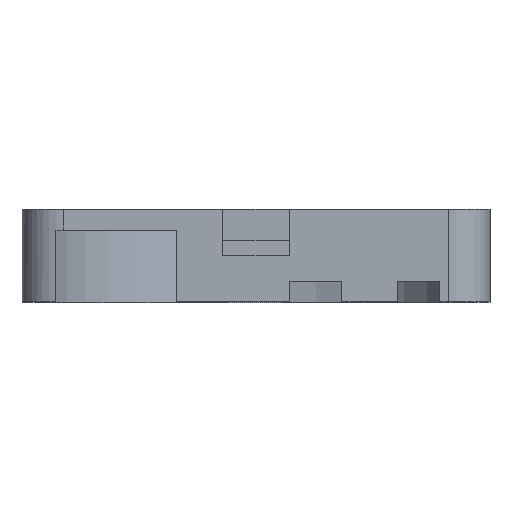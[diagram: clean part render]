
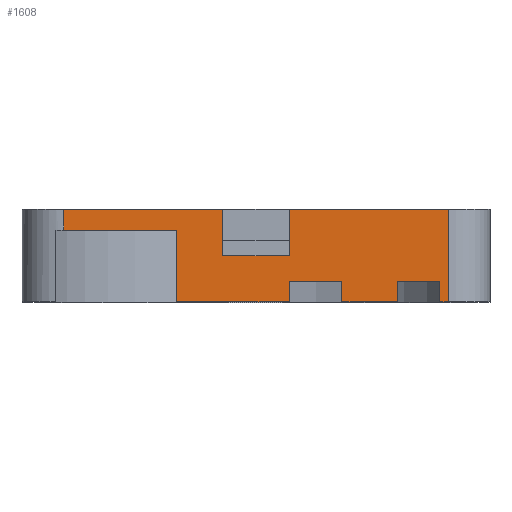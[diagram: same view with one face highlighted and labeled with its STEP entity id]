
A CAD part, top view. The second image highlights one B-rep face of the part: STEP entity #1608.
In plain terms, the highlighted planar face has unit normal (0, 0, 1).
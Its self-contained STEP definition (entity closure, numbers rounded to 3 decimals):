
#67 = DIRECTION ( 'NONE',  ( 1., 0., 0. ) ) ;
#81 = CARTESIAN_POINT ( 'NONE',  ( -1.59, 4.45, 12.115 ) ) ;
#93 = DIRECTION ( 'NONE',  ( 0., -1., 0. ) ) ;
#99 = ORIENTED_EDGE ( 'NONE', *, *, #608, .T. ) ;
#103 = VERTEX_POINT ( 'NONE', #123 ) ;
#121 = VERTEX_POINT ( 'NONE', #204 ) ;
#123 = CARTESIAN_POINT ( 'NONE',  ( -9.25, 4.45, 12.115 ) ) ;
#130 = VERTEX_POINT ( 'NONE', #1771 ) ;
#135 = EDGE_CURVE ( 'NONE', #2487, #1155, #1349, .T. ) ;
#141 = VECTOR ( 'NONE', #1151, 1000. ) ;
#144 = LINE ( 'NONE', #1819, #2138 ) ;
#159 = VERTEX_POINT ( 'NONE', #2398 ) ;
#162 = CARTESIAN_POINT ( 'NONE',  ( 4.131, 0., 12.115 ) ) ;
#173 = LINE ( 'NONE', #762, #1638 ) ;
#182 = ORIENTED_EDGE ( 'NONE', *, *, #1935, .T. ) ;
#204 = CARTESIAN_POINT ( 'NONE',  ( -1.59, 4.45, 12.115 ) ) ;
#232 = CARTESIAN_POINT ( 'NONE',  ( 9.25, 4.45, 12.115 ) ) ;
#287 = VERTEX_POINT ( 'NONE', #743 ) ;
#294 = VECTOR ( 'NONE', #1587, 1000. ) ;
#305 = ORIENTED_EDGE ( 'NONE', *, *, #756, .F. ) ;
#324 = FACE_OUTER_BOUND ( 'NONE', #792, .T. ) ;
#400 = DIRECTION ( 'NONE',  ( -1., 0., 0. ) ) ;
#438 = CARTESIAN_POINT ( 'NONE',  ( 9.25, 4.45, 12.115 ) ) ;
#456 = EDGE_CURVE ( 'NONE', #2321, #159, #2414, .T. ) ;
#482 = EDGE_CURVE ( 'NONE', #103, #121, #2353, .T. ) ;
#492 = PLANE ( 'NONE',  #1882 ) ;
#533 = VERTEX_POINT ( 'NONE', #848 ) ;
#568 = CARTESIAN_POINT ( 'NONE',  ( -3.808, 3.45, 12.115 ) ) ;
#581 = CARTESIAN_POINT ( 'NONE',  ( 1.59, 1., 12.115 ) ) ;
#584 = VECTOR ( 'NONE', #863, 1000. ) ;
#596 = DIRECTION ( 'NONE',  ( 1., 0., 0. ) ) ;
#608 = EDGE_CURVE ( 'NONE', #1155, #287, #2220, .T. ) ;
#656 = DIRECTION ( 'NONE',  ( 0., 1., 0. ) ) ;
#659 = DIRECTION ( 'NONE',  ( 1., 0., 0. ) ) ;
#710 = EDGE_CURVE ( 'NONE', #533, #1071, #1834, .T. ) ;
#728 = VERTEX_POINT ( 'NONE', #919 ) ;
#743 = CARTESIAN_POINT ( 'NONE',  ( 6.801, 0., 12.115 ) ) ;
#756 = EDGE_CURVE ( 'NONE', #2242, #2217, #1768, .T. ) ;
#762 = CARTESIAN_POINT ( 'NONE',  ( 9.25, 0., 12.115 ) ) ;
#781 = CARTESIAN_POINT ( 'NONE',  ( 1.59, 4.45, 12.115 ) ) ;
#792 = EDGE_LOOP ( 'NONE', ( #818, #1334, #2264, #99, #1191, #1456, #904, #1865, #2275, #1817, #1253, #2434, #1794, #939, #879, #182, #305, #2311 ) ) ;
#795 = EDGE_CURVE ( 'NONE', #533, #1815, #1929, .T. ) ;
#818 = ORIENTED_EDGE ( 'NONE', *, *, #1476, .F. ) ;
#832 = DIRECTION ( 'NONE',  ( 0., -1., 0. ) ) ;
#848 = CARTESIAN_POINT ( 'NONE',  ( 1.59, 2.225, 12.115 ) ) ;
#863 = DIRECTION ( 'NONE',  ( 0., 1., 0. ) ) ;
#879 = ORIENTED_EDGE ( 'NONE', *, *, #2421, .F. ) ;
#895 = CARTESIAN_POINT ( 'NONE',  ( 1.59, 0., 12.115 ) ) ;
#900 = LINE ( 'NONE', #2429, #1293 ) ;
#904 = ORIENTED_EDGE ( 'NONE', *, *, #2046, .T. ) ;
#912 = DIRECTION ( 'NONE',  ( 1., 0., 0. ) ) ;
#919 = CARTESIAN_POINT ( 'NONE',  ( 9.25, 4.45, 12.115 ) ) ;
#931 = VECTOR ( 'NONE', #1763, 1000. ) ;
#939 = ORIENTED_EDGE ( 'NONE', *, *, #482, .F. ) ;
#943 = DIRECTION ( 'NONE',  ( -1., 0., 0. ) ) ;
#957 = CARTESIAN_POINT ( 'NONE',  ( 9.25, 0., 12.115 ) ) ;
#960 = DIRECTION ( 'NONE',  ( 1., 0., 0. ) ) ;
#964 = CARTESIAN_POINT ( 'NONE',  ( -3.808, 0., 12.115 ) ) ;
#976 = EDGE_CURVE ( 'NONE', #1815, #728, #1778, .T. ) ;
#995 = LINE ( 'NONE', #1906, #1469 ) ;
#997 = CARTESIAN_POINT ( 'NONE',  ( 4.131, 1., 12.115 ) ) ;
#1005 = VECTOR ( 'NONE', #596, 1000. ) ;
#1067 = CARTESIAN_POINT ( 'NONE',  ( 6.801, 1., 12.115 ) ) ;
#1071 = VERTEX_POINT ( 'NONE', #1242 ) ;
#1076 = VECTOR ( 'NONE', #912, 1000. ) ;
#1113 = LINE ( 'NONE', #81, #584 ) ;
#1116 = CARTESIAN_POINT ( 'NONE',  ( 4.131, 1., 12.115 ) ) ;
#1151 = DIRECTION ( 'NONE',  ( 0., 1., 0. ) ) ;
#1155 = VERTEX_POINT ( 'NONE', #162 ) ;
#1191 = ORIENTED_EDGE ( 'NONE', *, *, #1599, .F. ) ;
#1227 = CARTESIAN_POINT ( 'NONE',  ( 8.83, 1., 12.115 ) ) ;
#1242 = CARTESIAN_POINT ( 'NONE',  ( -1.59, 2.225, 12.115 ) ) ;
#1253 = ORIENTED_EDGE ( 'NONE', *, *, #795, .F. ) ;
#1257 = DIRECTION ( 'NONE',  ( 1., 0., 0. ) ) ;
#1293 = VECTOR ( 'NONE', #1618, 1000. ) ;
#1294 = DIRECTION ( 'NONE',  ( -1., 0., 0. ) ) ;
#1323 = VECTOR ( 'NONE', #1651, 1000. ) ;
#1334 = ORIENTED_EDGE ( 'NONE', *, *, #2125, .F. ) ;
#1349 = LINE ( 'NONE', #997, #2140 ) ;
#1372 = CARTESIAN_POINT ( 'NONE',  ( 8.83, 0., 12.115 ) ) ;
#1403 = VECTOR ( 'NONE', #656, 1000. ) ;
#1406 = VECTOR ( 'NONE', #400, 1000. ) ;
#1437 = VECTOR ( 'NONE', #943, 1000. ) ;
#1452 = CARTESIAN_POINT ( 'NONE',  ( 8.83, 1., 12.115 ) ) ;
#1456 = ORIENTED_EDGE ( 'NONE', *, *, #456, .F. ) ;
#1468 = DIRECTION ( 'NONE',  ( 0., 1., 0. ) ) ;
#1469 = VECTOR ( 'NONE', #1468, 1000. ) ;
#1475 = CARTESIAN_POINT ( 'NONE',  ( 9.25, 0., 12.115 ) ) ;
#1476 = EDGE_CURVE ( 'NONE', #1889, #2036, #900, .T. ) ;
#1531 = VECTOR ( 'NONE', #93, 1000. ) ;
#1571 = EDGE_CURVE ( 'NONE', #1071, #121, #1113, .T. ) ;
#1587 = DIRECTION ( 'NONE',  ( 1., 0., 0. ) ) ;
#1599 = EDGE_CURVE ( 'NONE', #159, #287, #2052, .T. ) ;
#1608 = ADVANCED_FACE ( 'NONE', ( #324 ), #492, .T. ) ;
#1618 = DIRECTION ( 'NONE',  ( 0., -1., 0. ) ) ;
#1638 = VECTOR ( 'NONE', #960, 1000. ) ;
#1651 = DIRECTION ( 'NONE',  ( 0., -1., 0. ) ) ;
#1668 = CARTESIAN_POINT ( 'NONE',  ( 1.59, 1., 12.115 ) ) ;
#1691 = LINE ( 'NONE', #2085, #1076 ) ;
#1750 = EDGE_CURVE ( 'NONE', #1852, #2240, #173, .T. ) ;
#1763 = DIRECTION ( 'NONE',  ( 0., 1., 0. ) ) ;
#1768 = LINE ( 'NONE', #964, #141 ) ;
#1771 = CARTESIAN_POINT ( 'NONE',  ( -9.25, 3.45, 12.115 ) ) ;
#1778 = LINE ( 'NONE', #438, #1005 ) ;
#1794 = ORIENTED_EDGE ( 'NONE', *, *, #1571, .T. ) ;
#1815 = VERTEX_POINT ( 'NONE', #781 ) ;
#1817 = ORIENTED_EDGE ( 'NONE', *, *, #976, .F. ) ;
#1819 = CARTESIAN_POINT ( 'NONE',  ( 9.25, 3.45, 12.115 ) ) ;
#1831 = CARTESIAN_POINT ( 'NONE',  ( 9.25, 0., 12.115 ) ) ;
#1834 = LINE ( 'NONE', #1922, #1437 ) ;
#1852 = VERTEX_POINT ( 'NONE', #1372 ) ;
#1853 = EDGE_CURVE ( 'NONE', #2240, #728, #2474, .T. ) ;
#1865 = ORIENTED_EDGE ( 'NONE', *, *, #1750, .T. ) ;
#1869 = VECTOR ( 'NONE', #1257, 1000. ) ;
#1882 = AXIS2_PLACEMENT_3D ( 'NONE', #1831, #2033, #659 ) ;
#1889 = VERTEX_POINT ( 'NONE', #581 ) ;
#1906 = CARTESIAN_POINT ( 'NONE',  ( -9.25, 0., 12.115 ) ) ;
#1908 = LINE ( 'NONE', #1452, #1323 ) ;
#1922 = CARTESIAN_POINT ( 'NONE',  ( 1.59, 2.225, 12.115 ) ) ;
#1929 = LINE ( 'NONE', #2380, #1403 ) ;
#1935 = EDGE_CURVE ( 'NONE', #130, #2217, #144, .T. ) ;
#2033 = DIRECTION ( 'NONE',  ( 0., 0., 1. ) ) ;
#2036 = VERTEX_POINT ( 'NONE', #895 ) ;
#2046 = EDGE_CURVE ( 'NONE', #2321, #1852, #1908, .T. ) ;
#2052 = LINE ( 'NONE', #1067, #1531 ) ;
#2085 = CARTESIAN_POINT ( 'NONE',  ( 9.25, 0., 12.115 ) ) ;
#2106 = EDGE_CURVE ( 'NONE', #2242, #2036, #1691, .T. ) ;
#2125 = EDGE_CURVE ( 'NONE', #2487, #1889, #2279, .T. ) ;
#2130 = VECTOR ( 'NONE', #1294, 1000. ) ;
#2138 = VECTOR ( 'NONE', #67, 1000. ) ;
#2140 = VECTOR ( 'NONE', #832, 1000. ) ;
#2165 = CARTESIAN_POINT ( 'NONE',  ( 6.801, 1., 12.115 ) ) ;
#2217 = VERTEX_POINT ( 'NONE', #568 ) ;
#2220 = LINE ( 'NONE', #1475, #1869 ) ;
#2240 = VERTEX_POINT ( 'NONE', #957 ) ;
#2242 = VERTEX_POINT ( 'NONE', #2499 ) ;
#2264 = ORIENTED_EDGE ( 'NONE', *, *, #135, .T. ) ;
#2275 = ORIENTED_EDGE ( 'NONE', *, *, #1853, .T. ) ;
#2279 = LINE ( 'NONE', #1668, #2130 ) ;
#2311 = ORIENTED_EDGE ( 'NONE', *, *, #2106, .T. ) ;
#2321 = VERTEX_POINT ( 'NONE', #1227 ) ;
#2331 = CARTESIAN_POINT ( 'NONE',  ( 9.25, 0., 12.115 ) ) ;
#2353 = LINE ( 'NONE', #232, #294 ) ;
#2380 = CARTESIAN_POINT ( 'NONE',  ( 1.59, 4.45, 12.115 ) ) ;
#2398 = CARTESIAN_POINT ( 'NONE',  ( 6.801, 1., 12.115 ) ) ;
#2414 = LINE ( 'NONE', #2165, #1406 ) ;
#2421 = EDGE_CURVE ( 'NONE', #130, #103, #995, .T. ) ;
#2429 = CARTESIAN_POINT ( 'NONE',  ( 1.59, 1., 12.115 ) ) ;
#2434 = ORIENTED_EDGE ( 'NONE', *, *, #710, .T. ) ;
#2474 = LINE ( 'NONE', #2331, #931 ) ;
#2487 = VERTEX_POINT ( 'NONE', #1116 ) ;
#2499 = CARTESIAN_POINT ( 'NONE',  ( -3.808, 0., 12.115 ) ) ;
